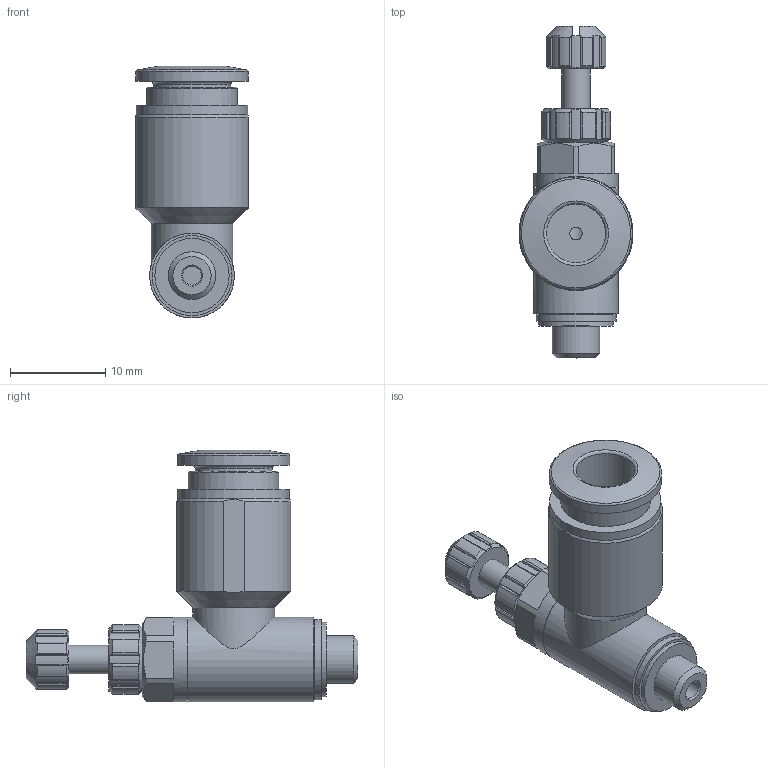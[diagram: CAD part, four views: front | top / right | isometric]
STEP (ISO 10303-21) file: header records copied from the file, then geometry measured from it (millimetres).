
FILE_DESCRIPTION(/* description */ ('STEP AP214'),/* implementation_level */ '2;1');
FILE_NAME(/* name */ '197578_GRLA-M5-QS-6-RS-D',/* time_stamp */ '2024-08-21T06:51:13+02:00',/* author */ ('License CC BY-ND 4.0'),/* organization */ ('CADENAS'),/* preprocessor_version */ 'ST-DEVELOPER v19.3',/* originating_system */ 'PARTsolutions',/* authorisation */ ' ');
FILE_SCHEMA (('AUTOMOTIVE_DESIGN {1 0 10303 214 3 1 1}'));
Length unit declared in the file: millimetre
Products named in the file (1): 197578 GRLA-M5-QS-6-RS-D
Bounding box: 11.8 x 34.85 x 26.45 mm (x, y, z)
Volume: 2719.2 mm3; surface area: 2270.8 mm2
Topology: 1 solids, 1 shells, 172 faces, 452 edges, 296 vertices
Faces by surface type: cylinder 81, plane 74, cone 13, torus 4
Full cylindrical faces by diameter (mm): 1.333 x1, 2 x1, 3 x1, 5 x1, 6.2 x1, 7.5 x1, 7.8 x1, 8.1 x1, 8.4 x1, 8.6 x1, 8.9 x2, 9.5 x1, 11.7 x1, 11.8 x1
Entity records: 6513 total; most frequent: CARTESIAN_POINT 1301, ORIENTED_EDGE 832, DIRECTION 784, EDGE_CURVE 416, AXIS2_PLACEMENT_3D 323, VERTEX_POINT 290, EDGE_LOOP 218, FACE_BOUND 218
